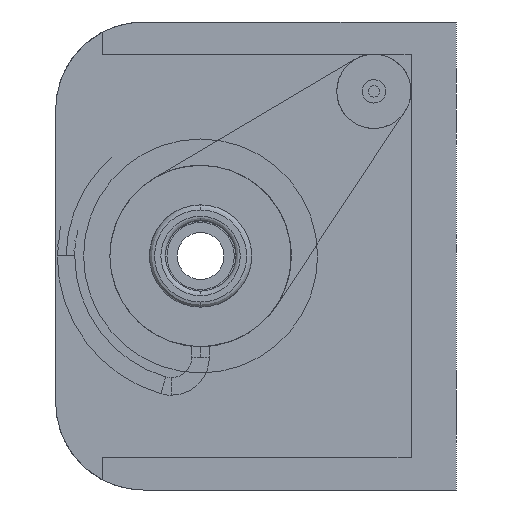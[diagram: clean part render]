
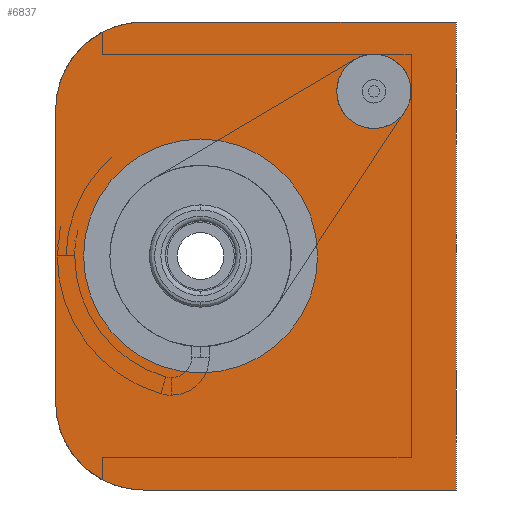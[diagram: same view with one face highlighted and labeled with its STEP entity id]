
A CAD part, left-side view. The second image highlights one B-rep face of the part: STEP entity #6837.
In plain terms, the highlighted planar face has unit normal (-1, 0, 0).
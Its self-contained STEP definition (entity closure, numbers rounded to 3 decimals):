
#3 = CARTESIAN_POINT ( 'NONE',  ( -29.85, 8.745, -4. ) ) ;
#308 = ORIENTED_EDGE ( 'NONE', *, *, #2516, .F. ) ;
#394 = CARTESIAN_POINT ( 'NONE',  ( -29.85, 13.7, 5. ) ) ;
#426 = EDGE_CURVE ( 'NONE', #4213, #6486, #5887, .T. ) ;
#488 = VECTOR ( 'NONE', #8221, 1000. ) ;
#496 = DIRECTION ( 'NONE',  ( 0., 0., 1. ) ) ;
#766 = CIRCLE ( 'NONE', #1990, 4. ) ;
#771 = AXIS2_PLACEMENT_3D ( 'NONE', #6549, #2105, #7247 ) ;
#912 = VERTEX_POINT ( 'NONE', #4254 ) ;
#922 = CARTESIAN_POINT ( 'NONE',  ( -29.85, 8.745, 0. ) ) ;
#984 = ORIENTED_EDGE ( 'NONE', *, *, #4219, .T. ) ;
#1035 = AXIS2_PLACEMENT_3D ( 'NONE', #6118, #2356, #2448 ) ;
#1077 = CARTESIAN_POINT ( 'NONE',  ( -29.85, 10.7, 5. ) ) ;
#1211 = CARTESIAN_POINT ( 'NONE',  ( -29.85, 10.7, 8. ) ) ;
#1277 = DIRECTION ( 'NONE',  ( 0., 0., -1. ) ) ;
#1316 = EDGE_CURVE ( 'NONE', #7276, #2711, #766, .T. ) ;
#1318 = VECTOR ( 'NONE', #1780, 1000. ) ;
#1331 = EDGE_LOOP ( 'NONE', ( #4751, #2184 ) ) ;
#1504 = CARTESIAN_POINT ( 'NONE',  ( -29.85, 2.82, 5.63 ) ) ;
#1730 = DIRECTION ( 'NONE',  ( -1., 0., 0. ) ) ;
#1780 = DIRECTION ( 'NONE',  ( 0., -1., 0. ) ) ;
#1790 = CARTESIAN_POINT ( 'NONE',  ( -29.85, 0., 0. ) ) ;
#1990 = AXIS2_PLACEMENT_3D ( 'NONE', #922, #2845, #3491 ) ;
#2052 = CIRCLE ( 'NONE', #5529, 4. ) ;
#2105 = DIRECTION ( 'NONE',  ( -1., 0., 0. ) ) ;
#2110 = EDGE_CURVE ( 'NONE', #4368, #4720, #2562, .T. ) ;
#2133 = DIRECTION ( 'NONE',  ( 0., 0., 1. ) ) ;
#2184 = ORIENTED_EDGE ( 'NONE', *, *, #2844, .F. ) ;
#2348 = CARTESIAN_POINT ( 'NONE',  ( -29.85, 2.82, 5.63 ) ) ;
#2356 = DIRECTION ( 'NONE',  ( -1., 0., 0. ) ) ;
#2448 = DIRECTION ( 'NONE',  ( 0., 0., 1. ) ) ;
#2516 = EDGE_CURVE ( 'NONE', #4065, #4445, #3785, .T. ) ;
#2562 = CIRCLE ( 'NONE', #2805, 1.27 ) ;
#2576 = FACE_OUTER_BOUND ( 'NONE', #7963, .T. ) ;
#2711 = VERTEX_POINT ( 'NONE', #3966 ) ;
#2805 = AXIS2_PLACEMENT_3D ( 'NONE', #2348, #1730, #496 ) ;
#2844 = EDGE_CURVE ( 'NONE', #4720, #4368, #4179, .T. ) ;
#2845 = DIRECTION ( 'NONE',  ( 1., 0., 0. ) ) ;
#2944 = ORIENTED_EDGE ( 'NONE', *, *, #1316, .T. ) ;
#2950 = VERTEX_POINT ( 'NONE', #5528 ) ;
#3043 = EDGE_CURVE ( 'NONE', #2950, #912, #8161, .T. ) ;
#3268 = VECTOR ( 'NONE', #7821, 1000. ) ;
#3491 = DIRECTION ( 'NONE',  ( 0., 0., -1. ) ) ;
#3496 = ORIENTED_EDGE ( 'NONE', *, *, #3043, .T. ) ;
#3570 = DIRECTION ( 'NONE',  ( 0., 0., 1. ) ) ;
#3659 = CARTESIAN_POINT ( 'NONE',  ( -29.85, 13.7, -8. ) ) ;
#3769 = CARTESIAN_POINT ( 'NONE',  ( -29.85, 8.745, 0. ) ) ;
#3785 = LINE ( 'NONE', #1790, #488 ) ;
#3814 = CARTESIAN_POINT ( 'NONE',  ( -29.85, 0., -8. ) ) ;
#3966 = CARTESIAN_POINT ( 'NONE',  ( -29.85, 8.745, 4. ) ) ;
#4065 = VERTEX_POINT ( 'NONE', #4187 ) ;
#4179 = CIRCLE ( 'NONE', #5599, 1.27 ) ;
#4187 = CARTESIAN_POINT ( 'NONE',  ( -29.85, 0., 8. ) ) ;
#4213 = VERTEX_POINT ( 'NONE', #1211 ) ;
#4219 = EDGE_CURVE ( 'NONE', #6486, #2950, #6954, .T. ) ;
#4254 = CARTESIAN_POINT ( 'NONE',  ( -29.85, 10.7, -8. ) ) ;
#4368 = VERTEX_POINT ( 'NONE', #8198 ) ;
#4445 = VERTEX_POINT ( 'NONE', #3814 ) ;
#4525 = ORIENTED_EDGE ( 'NONE', *, *, #6827, .F. ) ;
#4562 = CARTESIAN_POINT ( 'NONE',  ( -29.85, 13.7, 8. ) ) ;
#4701 = AXIS2_PLACEMENT_3D ( 'NONE', #1077, #5526, #3570 ) ;
#4720 = VERTEX_POINT ( 'NONE', #4761 ) ;
#4751 = ORIENTED_EDGE ( 'NONE', *, *, #2110, .F. ) ;
#4761 = CARTESIAN_POINT ( 'NONE',  ( -29.85, 2.82, 4.36 ) ) ;
#4896 = ORIENTED_EDGE ( 'NONE', *, *, #8239, .T. ) ;
#4935 = DIRECTION ( 'NONE',  ( 0., 0., -1. ) ) ;
#5363 = PLANE ( 'NONE',  #771 ) ;
#5475 = EDGE_LOOP ( 'NONE', ( #4896, #2944 ) ) ;
#5526 = DIRECTION ( 'NONE',  ( -1., 0., 0. ) ) ;
#5528 = CARTESIAN_POINT ( 'NONE',  ( -29.85, 13.7, -5. ) ) ;
#5529 = AXIS2_PLACEMENT_3D ( 'NONE', #3769, #7012, #1277 ) ;
#5599 = AXIS2_PLACEMENT_3D ( 'NONE', #1504, #5954, #2133 ) ;
#5887 = CIRCLE ( 'NONE', #4701, 3. ) ;
#5954 = DIRECTION ( 'NONE',  ( -1., 0., 0. ) ) ;
#6087 = LINE ( 'NONE', #3659, #1318 ) ;
#6118 = CARTESIAN_POINT ( 'NONE',  ( -29.85, 10.7, -5. ) ) ;
#6205 = ORIENTED_EDGE ( 'NONE', *, *, #426, .T. ) ;
#6378 = FACE_BOUND ( 'NONE', #5475, .T. ) ;
#6452 = VECTOR ( 'NONE', #4935, 1000. ) ;
#6473 = EDGE_CURVE ( 'NONE', #912, #4445, #6087, .T. ) ;
#6486 = VERTEX_POINT ( 'NONE', #394 ) ;
#6508 = ORIENTED_EDGE ( 'NONE', *, *, #6473, .T. ) ;
#6549 = CARTESIAN_POINT ( 'NONE',  ( -29.85, 13.7, 0. ) ) ;
#6827 = EDGE_CURVE ( 'NONE', #4213, #4065, #8285, .T. ) ;
#6837 = ADVANCED_FACE ( 'NONE', ( #2576, #6864, #6378 ), #5363, .T. ) ;
#6847 = CARTESIAN_POINT ( 'NONE',  ( -29.85, 13.7, 0. ) ) ;
#6864 = FACE_BOUND ( 'NONE', #1331, .T. ) ;
#6954 = LINE ( 'NONE', #6847, #6452 ) ;
#7012 = DIRECTION ( 'NONE',  ( 1., 0., 0. ) ) ;
#7247 = DIRECTION ( 'NONE',  ( 0., 0., 1. ) ) ;
#7276 = VERTEX_POINT ( 'NONE', #3 ) ;
#7821 = DIRECTION ( 'NONE',  ( 0., -1., 0. ) ) ;
#7963 = EDGE_LOOP ( 'NONE', ( #984, #3496, #6508, #308, #4525, #6205 ) ) ;
#8161 = CIRCLE ( 'NONE', #1035, 3. ) ;
#8198 = CARTESIAN_POINT ( 'NONE',  ( -29.85, 2.82, 6.9 ) ) ;
#8221 = DIRECTION ( 'NONE',  ( 0., 0., -1. ) ) ;
#8239 = EDGE_CURVE ( 'NONE', #2711, #7276, #2052, .T. ) ;
#8285 = LINE ( 'NONE', #4562, #3268 ) ;
